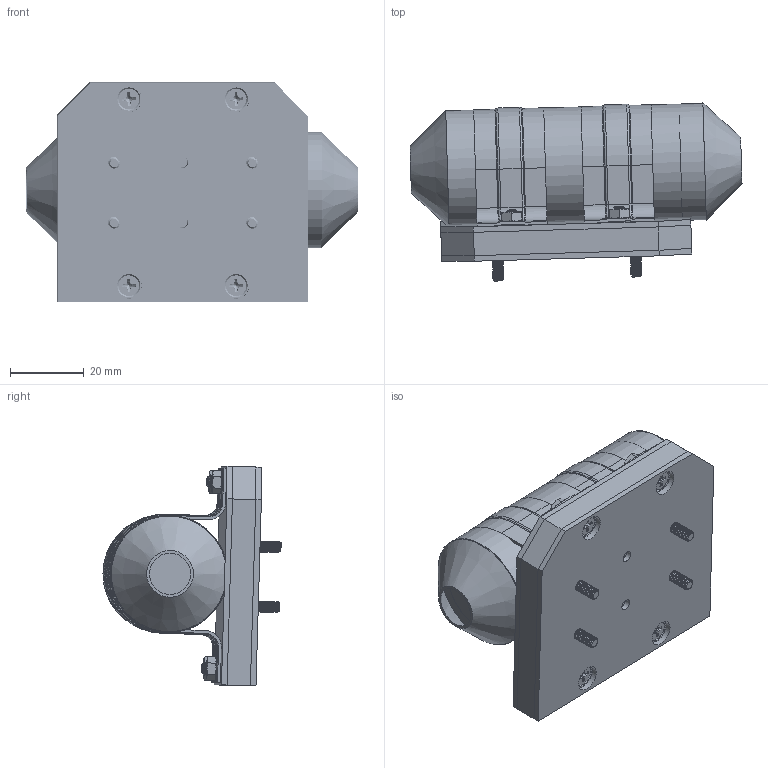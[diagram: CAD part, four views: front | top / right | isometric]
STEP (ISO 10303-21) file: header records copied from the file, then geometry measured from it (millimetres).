
FILE_DESCRIPTION(/* description */ (''),/* implementation_level */ '2;1');
FILE_NAME(/* name */ 'DPLX_A004_VIPE_Lab.stp',/* time_stamp */ '2018-07-31T12:22:53-07:00',/* author */ ('MJ'),/* organization */ (''),/* preprocessor_version */ 'ST-DEVELOPER v16.13',/* originating_system */ 'Autodesk Inventor 2018',/* authorisation */ '');
FILE_SCHEMA (('AUTOMOTIVE_DESIGN { 1 0 10303 214 3 1 1 }'));
Length unit declared in the file: inch
Products named in the file (12): DPLX_A004_VIPE_Lab; DPLX_P030_VIPE Insulation Bottom; DPLX_P031_VIPE Insulation Top; DPLX_P032_VIPE Insulation Middle; 92010A787_PASSIVATED 18-8 SS PHILLIPS FLAT HEAD SCREW; 92010A122_METRIC 18-8 SS FLAT HEAD PHIL MACHINE SCREW; 9429T360_STEEL CLAMP; DPLX_P034_RPS VIPE Viton Insualtion; DPLX_P026_VIPE _Transformer; DPLX_P008_Wire_Mesh_Sleeve_Trans; DPLX_P009_Wire_Mesh_reducer_Trans; 91828A211_TYPE 18-8 STAINLESS STEEL HEX NUT
Assembly tree (22 placements, depth 2):
  DPLX_A004_VIPE_Lab
    DPLX_P030_VIPE Insulation Bottom
    DPLX_P031_VIPE Insulation Top
    DPLX_P032_VIPE Insulation Middle
    92010A787_PASSIVATED 18-8 SS PHILLIPS FLAT HEAD SCREW  x4
    92010A122_METRIC 18-8 SS FLAT HEAD PHIL MACHINE SCREW  x4
    9429T360_STEEL CLAMP  x2
    DPLX_P034_RPS VIPE Viton Insualtion
    DPLX_P026_VIPE _Transformer
    DPLX_P008_Wire_Mesh_Sleeve_Trans
    DPLX_P009_Wire_Mesh_reducer_Trans  x2
    91828A211_TYPE 18-8 STAINLESS STEEL HEX NUT  x4
Bounding box: 90.33 x 48.47 x 59.79 mm (x, y, z)
Volume: 87149.7 mm3; surface area: 72062.7 mm2
Topology: 22 solids, 22 shells, 818 faces, 2121 edges, 1350 vertices
Faces by surface type: cylinder 333, plane 271, cone 142, torus 48, bspline 24
Full cylindrical faces by diameter (mm): 3 x188, 3.404 x12, 7 x4, 25 x1, 31.144 x1, 31.35 x1, 31.644 x1
Entity records: 17363 total; most frequent: CARTESIAN_POINT 10854, DIRECTION 1317, ORIENTED_EDGE 1142, EDGE_CURVE 571, AXIS2_PLACEMENT_3D 531, VERTEX_POINT 378, EDGE_LOOP 375, FACE_OUTER_BOUND 265
